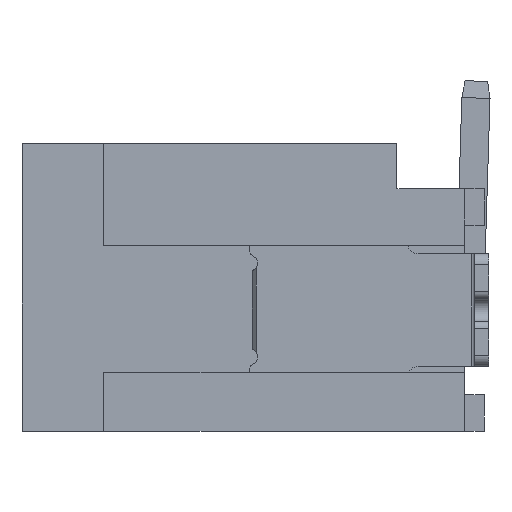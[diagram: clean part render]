
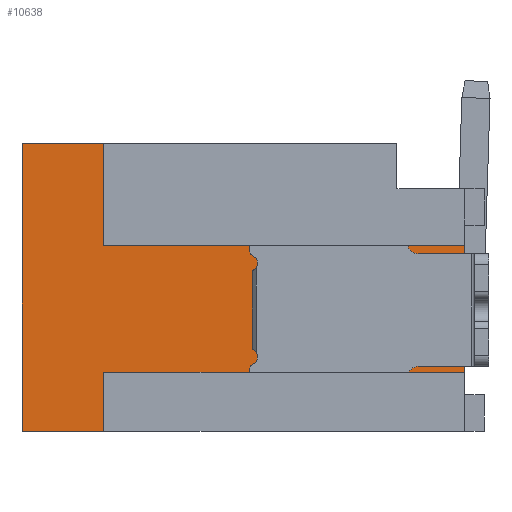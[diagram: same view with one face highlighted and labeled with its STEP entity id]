
A CAD part, left-side view. The second image highlights one B-rep face of the part: STEP entity #10638.
In plain terms, the highlighted planar face has unit normal (-1, 0, 0).
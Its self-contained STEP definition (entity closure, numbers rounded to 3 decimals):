
#260 = ORIENTED_EDGE ( 'NONE', *, *, #10860, .F. ) ;
#274 = EDGE_CURVE ( 'NONE', #11989, #11902, #7254, .T. ) ;
#340 = DIRECTION ( 'NONE',  ( 0., 0., 1. ) ) ;
#553 = EDGE_CURVE ( 'NONE', #9726, #11469, #4178, .T. ) ;
#609 = DIRECTION ( 'NONE',  ( 0., -1., 0. ) ) ;
#636 = VERTEX_POINT ( 'NONE', #10579 ) ;
#774 = DIRECTION ( 'NONE',  ( 0., -0.707, -0.707 ) ) ;
#834 = DIRECTION ( 'NONE',  ( 0., 0., -1. ) ) ;
#962 = EDGE_CURVE ( 'NONE', #10716, #636, #3694, .T. ) ;
#975 = VECTOR ( 'NONE', #9472, 1000. ) ;
#1099 = CARTESIAN_POINT ( 'NONE',  ( -7., 0., 0. ) ) ;
#1350 = VECTOR ( 'NONE', #774, 1000. ) ;
#1517 = DIRECTION ( 'NONE',  ( 0., 0., -1. ) ) ;
#1702 = ORIENTED_EDGE ( 'NONE', *, *, #962, .F. ) ;
#1970 = CARTESIAN_POINT ( 'NONE',  ( -7., -1.45, -2.55 ) ) ;
#2360 = CARTESIAN_POINT ( 'NONE',  ( -7., 0., -2.55 ) ) ;
#2559 = CARTESIAN_POINT ( 'NONE',  ( -7., -3.325, 0. ) ) ;
#2569 = EDGE_CURVE ( 'NONE', #636, #10073, #6658, .T. ) ;
#2687 = VERTEX_POINT ( 'NONE', #7504 ) ;
#2870 = VERTEX_POINT ( 'NONE', #7169 ) ;
#2939 = EDGE_CURVE ( 'NONE', #2687, #7941, #8399, .T. ) ;
#3044 = ORIENTED_EDGE ( 'NONE', *, *, #10022, .F. ) ;
#3066 = CARTESIAN_POINT ( 'NONE',  ( -7., -1.45, 0. ) ) ;
#3293 = LINE ( 'NONE', #8189, #5641 ) ;
#3315 = CARTESIAN_POINT ( 'NONE',  ( -7., -7.85, -2.55 ) ) ;
#3344 = CARTESIAN_POINT ( 'NONE',  ( -7., 0., -5.1 ) ) ;
#3484 = ORIENTED_EDGE ( 'NONE', *, *, #5813, .T. ) ;
#3486 = VECTOR ( 'NONE', #9654, 1000. ) ;
#3617 = ORIENTED_EDGE ( 'NONE', *, *, #10217, .F. ) ;
#3694 = LINE ( 'NONE', #6838, #9014 ) ;
#3848 = EDGE_CURVE ( 'NONE', #7941, #10686, #4617, .T. ) ;
#4178 = LINE ( 'NONE', #11178, #9025 ) ;
#4553 = ORIENTED_EDGE ( 'NONE', *, *, #12779, .F. ) ;
#4617 = LINE ( 'NONE', #5778, #3486 ) ;
#4797 = VECTOR ( 'NONE', #609, 1000. ) ;
#5034 = DIRECTION ( 'NONE',  ( 0., 1., 0. ) ) ;
#5146 = DIRECTION ( 'NONE',  ( 0., 1., 0. ) ) ;
#5192 = CARTESIAN_POINT ( 'NONE',  ( -7., -7.85, -4.05 ) ) ;
#5194 = CARTESIAN_POINT ( 'NONE',  ( -7., -1.45, -5.1 ) ) ;
#5298 = DIRECTION ( 'NONE',  ( 0., 1., 0. ) ) ;
#5330 = ORIENTED_EDGE ( 'NONE', *, *, #11423, .F. ) ;
#5360 = ORIENTED_EDGE ( 'NONE', *, *, #2939, .F. ) ;
#5387 = CARTESIAN_POINT ( 'NONE',  ( -7., -6.83, -4.05 ) ) ;
#5639 = CARTESIAN_POINT ( 'NONE',  ( -7., -1.6, -4.65 ) ) ;
#5641 = VECTOR ( 'NONE', #11157, 1000. ) ;
#5711 = PLANE ( 'NONE',  #10290 ) ;
#5778 = CARTESIAN_POINT ( 'NONE',  ( -7., -1.6, -4.65 ) ) ;
#5799 = CARTESIAN_POINT ( 'NONE',  ( -7., -1.6, -1.25 ) ) ;
#5813 = EDGE_CURVE ( 'NONE', #11989, #10073, #3293, .T. ) ;
#5980 = CARTESIAN_POINT ( 'NONE',  ( -7., -6.83, -1.525 ) ) ;
#6033 = CARTESIAN_POINT ( 'NONE',  ( -7., -1.45, -4.8 ) ) ;
#6362 = VERTEX_POINT ( 'NONE', #1099 ) ;
#6564 = CARTESIAN_POINT ( 'NONE',  ( -7., -3.925, -2.55 ) ) ;
#6590 = VECTOR ( 'NONE', #5146, 1000. ) ;
#6658 = LINE ( 'NONE', #7759, #1350 ) ;
#6704 = EDGE_CURVE ( 'NONE', #2870, #11902, #8939, .T. ) ;
#6838 = CARTESIAN_POINT ( 'NONE',  ( -7., -1.45, -0.9 ) ) ;
#7169 = CARTESIAN_POINT ( 'NONE',  ( -7., -7.85, -1.8 ) ) ;
#7254 = LINE ( 'NONE', #5980, #10079 ) ;
#7330 = VECTOR ( 'NONE', #9095, 1000. ) ;
#7504 = CARTESIAN_POINT ( 'NONE',  ( -7., -6.83, -4.65 ) ) ;
#7740 = DIRECTION ( 'NONE',  ( 0., 0., -1. ) ) ;
#7746 = VERTEX_POINT ( 'NONE', #5192 ) ;
#7755 = CARTESIAN_POINT ( 'NONE',  ( -7., -6.83, -2.55 ) ) ;
#7759 = CARTESIAN_POINT ( 'NONE',  ( -7., -1.45, -1.1 ) ) ;
#7878 = VECTOR ( 'NONE', #5034, 1000. ) ;
#7941 = VERTEX_POINT ( 'NONE', #5639 ) ;
#8137 = CARTESIAN_POINT ( 'NONE',  ( -7., -3.925, -4.05 ) ) ;
#8189 = CARTESIAN_POINT ( 'NONE',  ( -7., -4.215, -1.25 ) ) ;
#8359 = ORIENTED_EDGE ( 'NONE', *, *, #3848, .F. ) ;
#8399 = LINE ( 'NONE', #12381, #6590 ) ;
#8482 = ORIENTED_EDGE ( 'NONE', *, *, #274, .F. ) ;
#8668 = LINE ( 'NONE', #7755, #9853 ) ;
#8688 = CARTESIAN_POINT ( 'NONE',  ( -7., -6.83, -1.8 ) ) ;
#8873 = ORIENTED_EDGE ( 'NONE', *, *, #6704, .T. ) ;
#8914 = DIRECTION ( 'NONE',  ( 0., 0., -1. ) ) ;
#8939 = LINE ( 'NONE', #11944, #7878 ) ;
#9014 = VECTOR ( 'NONE', #7740, 1000. ) ;
#9025 = VECTOR ( 'NONE', #5298, 1000. ) ;
#9095 = DIRECTION ( 'NONE',  ( 0., 0., -1. ) ) ;
#9210 = ORIENTED_EDGE ( 'NONE', *, *, #10758, .F. ) ;
#9472 = DIRECTION ( 'NONE',  ( 0., 0., -1. ) ) ;
#9567 = FACE_OUTER_BOUND ( 'NONE', #10639, .T. ) ;
#9654 = DIRECTION ( 'NONE',  ( 0., 0.707, -0.707 ) ) ;
#9726 = VERTEX_POINT ( 'NONE', #5194 ) ;
#9853 = VECTOR ( 'NONE', #834, 1000. ) ;
#9900 = LINE ( 'NONE', #1970, #7330 ) ;
#10022 = EDGE_CURVE ( 'NONE', #10576, #2687, #8668, .T. ) ;
#10073 = VERTEX_POINT ( 'NONE', #5799 ) ;
#10079 = VECTOR ( 'NONE', #8914, 1000. ) ;
#10155 = ORIENTED_EDGE ( 'NONE', *, *, #2569, .F. ) ;
#10177 = DIRECTION ( 'NONE',  ( 0., 1., 0. ) ) ;
#10217 = EDGE_CURVE ( 'NONE', #7746, #10576, #11161, .T. ) ;
#10290 = AXIS2_PLACEMENT_3D ( 'NONE', #6564, #12754, #1517 ) ;
#10332 = ORIENTED_EDGE ( 'NONE', *, *, #553, .F. ) ;
#10486 = LINE ( 'NONE', #2559, #4797 ) ;
#10576 = VERTEX_POINT ( 'NONE', #5387 ) ;
#10579 = CARTESIAN_POINT ( 'NONE',  ( -7., -1.45, -1.1 ) ) ;
#10638 = ADVANCED_FACE ( 'NONE', ( #9567 ), #5711, .F. ) ;
#10639 = EDGE_LOOP ( 'NONE', ( #260, #10332, #9210, #8359, #5360, #3044, #3617, #4553, #8873, #8482, #3484, #10155, #1702, #5330 ) ) ;
#10686 = VERTEX_POINT ( 'NONE', #6033 ) ;
#10716 = VERTEX_POINT ( 'NONE', #3066 ) ;
#10758 = EDGE_CURVE ( 'NONE', #10686, #9726, #9900, .T. ) ;
#10860 = EDGE_CURVE ( 'NONE', #11469, #6362, #12097, .T. ) ;
#11113 = VECTOR ( 'NONE', #10177, 1000. ) ;
#11157 = DIRECTION ( 'NONE',  ( 0., 1., 0. ) ) ;
#11161 = LINE ( 'NONE', #8137, #11113 ) ;
#11178 = CARTESIAN_POINT ( 'NONE',  ( -7., -3.925, -5.1 ) ) ;
#11369 = LINE ( 'NONE', #3315, #975 ) ;
#11423 = EDGE_CURVE ( 'NONE', #6362, #10716, #10486, .T. ) ;
#11469 = VERTEX_POINT ( 'NONE', #3344 ) ;
#11902 = VERTEX_POINT ( 'NONE', #8688 ) ;
#11944 = CARTESIAN_POINT ( 'NONE',  ( -7., -4.65, -1.8 ) ) ;
#11989 = VERTEX_POINT ( 'NONE', #12081 ) ;
#12081 = CARTESIAN_POINT ( 'NONE',  ( -7., -6.83, -1.25 ) ) ;
#12097 = LINE ( 'NONE', #2360, #12306 ) ;
#12306 = VECTOR ( 'NONE', #340, 1000. ) ;
#12381 = CARTESIAN_POINT ( 'NONE',  ( -7., -4.215, -4.65 ) ) ;
#12754 = DIRECTION ( 'NONE',  ( 1., 0., 0. ) ) ;
#12779 = EDGE_CURVE ( 'NONE', #2870, #7746, #11369, .T. ) ;
